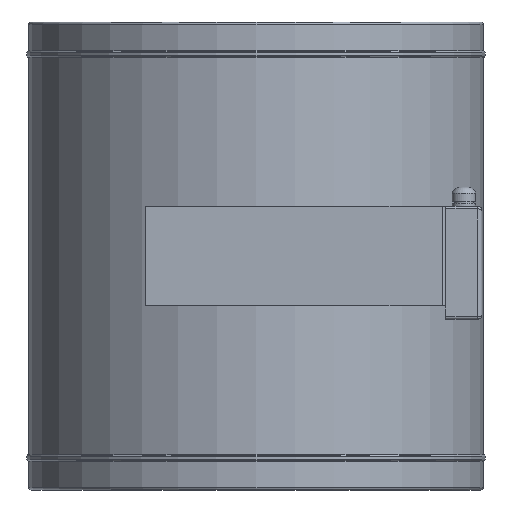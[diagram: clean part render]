
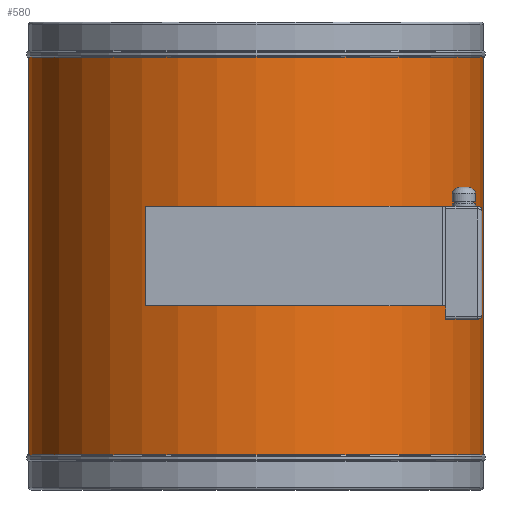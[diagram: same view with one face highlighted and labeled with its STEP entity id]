
A CAD part, front view. The second image highlights one B-rep face of the part: STEP entity #580.
In plain terms, the highlighted cylindrical face has radius 251 mm (diameter 502 mm), a partial arc.
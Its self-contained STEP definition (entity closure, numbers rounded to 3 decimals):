
#102 = VERTEX_POINT ( 'NONE', #2375 ) ;
#103 = VERTEX_POINT ( 'NONE', #2374 ) ;
#116 = VERTEX_POINT ( 'NONE', #2410 ) ;
#149 = VERTEX_POINT ( 'NONE', #2504 ) ;
#159 = EDGE_CURVE ( 'NONE', #149, #103, #2550, .T. ) ;
#162 = EDGE_CURVE ( 'NONE', #116, #102, #2546, .T. ) ;
#559 = ORIENTED_EDGE ( 'NONE', *, *, #579, .T. ) ;
#560 = ORIENTED_EDGE ( 'NONE', *, *, #162, .T. ) ;
#561 = ORIENTED_EDGE ( 'NONE', *, *, #562, .F. ) ;
#562 = EDGE_CURVE ( 'NONE', #103, #102, #3183, .T. ) ;
#579 = EDGE_CURVE ( 'NONE', #149, #116, #3279, .T. ) ;
#580 = ADVANCED_FACE ( 'NONE', ( #3274 ), #3273, .T. ) ;
#581 = EDGE_LOOP ( 'NONE', ( #582, #559, #560, #561 ) ) ;
#582 = ORIENTED_EDGE ( 'NONE', *, *, #159, .F. ) ;
#2374 = CARTESIAN_POINT ( 'NONE',  ( -251., 0., -38. ) ) ;
#2375 = CARTESIAN_POINT ( 'NONE',  ( 251., 0., -38. ) ) ;
#2410 = CARTESIAN_POINT ( 'NONE',  ( 251., 0., -477. ) ) ;
#2504 = CARTESIAN_POINT ( 'NONE',  ( -251., 0., -477. ) ) ;
#2543 = DIRECTION ( 'NONE',  ( 0., 0., 1. ) ) ;
#2544 = VECTOR ( 'NONE', #2543, 1000. ) ;
#2545 = CARTESIAN_POINT ( 'NONE',  ( 251., 0., 0. ) ) ;
#2546 = LINE ( 'NONE', #2545, #2544 ) ;
#2547 = DIRECTION ( 'NONE',  ( 0., 0., 1. ) ) ;
#2548 = VECTOR ( 'NONE', #2547, 1000. ) ;
#2549 = CARTESIAN_POINT ( 'NONE',  ( -251., 0., 0. ) ) ;
#2550 = LINE ( 'NONE', #2549, #2548 ) ;
#3183 = CIRCLE ( 'NONE', #3246, 251. ) ;
#3243 = DIRECTION ( 'NONE',  ( 1., 0., 0. ) ) ;
#3244 = DIRECTION ( 'NONE',  ( 0., 0., 1. ) ) ;
#3245 = CARTESIAN_POINT ( 'NONE',  ( 0., 0., -38. ) ) ;
#3246 = AXIS2_PLACEMENT_3D ( 'NONE', #3245, #3244, #3243 ) ;
#3268 = DIRECTION ( 'NONE',  ( 1., 0., 0. ) ) ;
#3269 = DIRECTION ( 'NONE',  ( 0., 0., 1. ) ) ;
#3270 = CARTESIAN_POINT ( 'NONE',  ( 0., 0., 0. ) ) ;
#3271 = AXIS2_PLACEMENT_3D ( 'NONE', #3270, #3269, #3268 ) ;
#3273 = CYLINDRICAL_SURFACE ( 'NONE', #3271, 251. ) ;
#3274 = FACE_OUTER_BOUND ( 'NONE', #581, .T. ) ;
#3275 = DIRECTION ( 'NONE',  ( 1., 0., 0. ) ) ;
#3276 = DIRECTION ( 'NONE',  ( 0., 0., 1. ) ) ;
#3277 = CARTESIAN_POINT ( 'NONE',  ( 0., 0., -477. ) ) ;
#3278 = AXIS2_PLACEMENT_3D ( 'NONE', #3277, #3276, #3275 ) ;
#3279 = CIRCLE ( 'NONE', #3278, 251. ) ;
